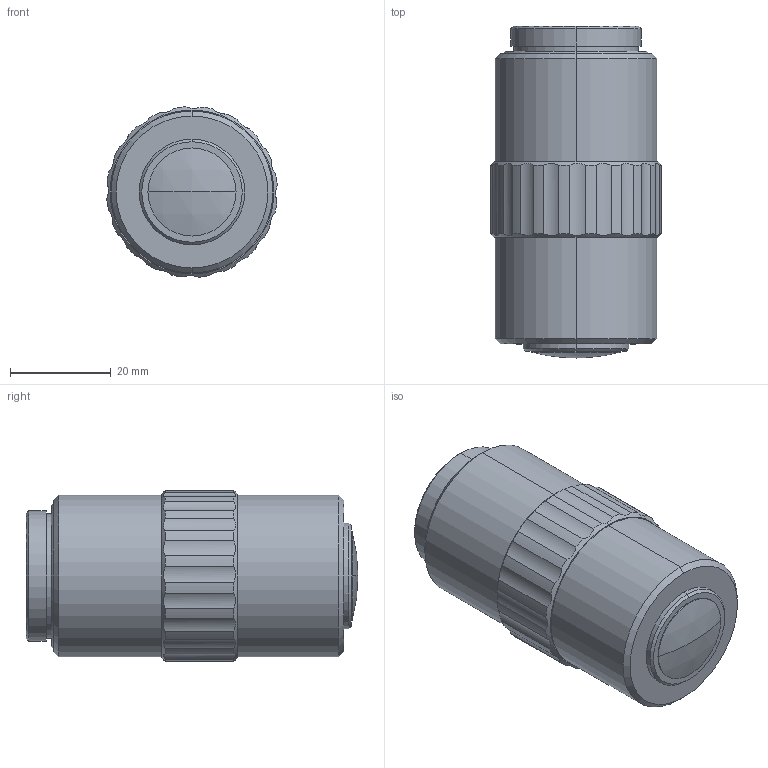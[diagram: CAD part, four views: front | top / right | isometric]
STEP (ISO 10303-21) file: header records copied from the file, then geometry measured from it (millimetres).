
FILE_DESCRIPTION (( 'STEP AP203' ), '1' );
FILE_NAME ('690000.STEP', '2022-05-11T03:36:25', ( '' ), ( '' ), 'SwSTEP 2.0', 'SolidWorks 2020', '' );
FILE_SCHEMA (( 'CONFIG_CONTROL_DESIGN' ));
Length unit declared in the file: millimetre
Products named in the file (1): 690000
Bounding box: 33.91 x 66 x 33.91 mm (x, y, z)
Volume: 51640.5 mm3; surface area: 8119.1 mm2
Topology: 1 solids, 1 shells, 79 faces, 203 edges, 133 vertices
Faces by surface type: cylinder 55, cone 14, plane 8, sphere 2
Entity records: 2854 total; most frequent: CARTESIAN_POINT 868, ORIENTED_EDGE 406, DIRECTION 397, EDGE_CURVE 203, AXIS2_PLACEMENT_3D 164, VERTEX_POINT 133, EDGE_LOOP 86, CIRCLE 84
